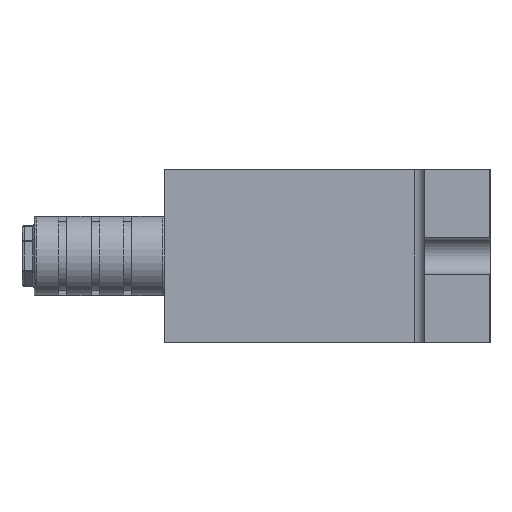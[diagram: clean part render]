
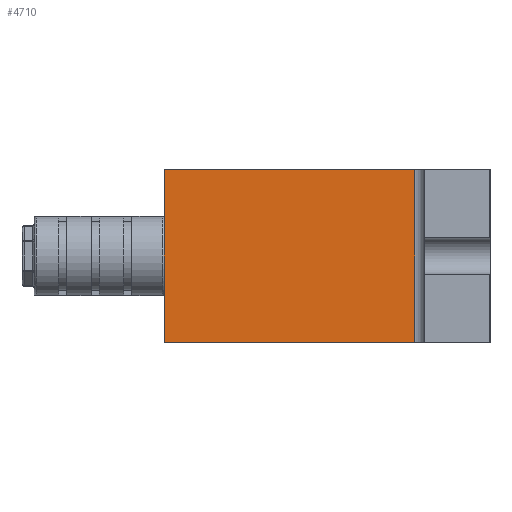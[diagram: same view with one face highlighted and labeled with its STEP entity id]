
A CAD part, left-side view. The second image highlights one B-rep face of the part: STEP entity #4710.
In plain terms, the highlighted planar face has unit normal (-1, 0, 0).
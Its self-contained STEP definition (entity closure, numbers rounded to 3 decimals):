
#399 = CARTESIAN_POINT ( 'NONE',  ( -40., 40., -21.25 ) ) ;
#652 = LINE ( 'NONE', #13346, #8069 ) ;
#1083 = CARTESIAN_POINT ( 'NONE',  ( -40., 40., -21.25 ) ) ;
#1326 = EDGE_CURVE ( 'NONE', #7776, #8689, #1903, .T. ) ;
#1526 = EDGE_CURVE ( 'NONE', #4945, #7776, #5178, .T. ) ;
#1877 = CARTESIAN_POINT ( 'NONE',  ( -40., 40., 21.25 ) ) ;
#1903 = LINE ( 'NONE', #1083, #6990 ) ;
#2297 = VERTEX_POINT ( 'NONE', #5051 ) ;
#2383 = CARTESIAN_POINT ( 'NONE',  ( -40., 40., 21.25 ) ) ;
#2922 = DIRECTION ( 'NONE',  ( 1., 0., 0. ) ) ;
#3222 = CARTESIAN_POINT ( 'NONE',  ( -40., -21.5, -21.25 ) ) ;
#3731 = ORIENTED_EDGE ( 'NONE', *, *, #1526, .F. ) ;
#3930 = DIRECTION ( 'NONE',  ( 0., 0., 1. ) ) ;
#4515 = LINE ( 'NONE', #2383, #7157 ) ;
#4710 = ADVANCED_FACE ( 'NONE', ( #6539 ), #13483, .F. ) ;
#4945 = VERTEX_POINT ( 'NONE', #3222 ) ;
#4968 = CARTESIAN_POINT ( 'NONE',  ( -40., 40., -21.25 ) ) ;
#5051 = CARTESIAN_POINT ( 'NONE',  ( -40., -21.5, 21.25 ) ) ;
#5178 = LINE ( 'NONE', #5655, #12762 ) ;
#5201 = DIRECTION ( 'NONE',  ( 0., 0., 1. ) ) ;
#5275 = EDGE_LOOP ( 'NONE', ( #3731, #8450, #7336, #9934 ) ) ;
#5655 = CARTESIAN_POINT ( 'NONE',  ( -40., 40., -21.25 ) ) ;
#6539 = FACE_OUTER_BOUND ( 'NONE', #5275, .T. ) ;
#6990 = VECTOR ( 'NONE', #5201, 1000. ) ;
#7157 = VECTOR ( 'NONE', #7617, 1000. ) ;
#7336 = ORIENTED_EDGE ( 'NONE', *, *, #9412, .T. ) ;
#7617 = DIRECTION ( 'NONE',  ( 0., 1., 0. ) ) ;
#7776 = VERTEX_POINT ( 'NONE', #399 ) ;
#8069 = VECTOR ( 'NONE', #3930, 1000. ) ;
#8450 = ORIENTED_EDGE ( 'NONE', *, *, #11740, .T. ) ;
#8689 = VERTEX_POINT ( 'NONE', #1877 ) ;
#9412 = EDGE_CURVE ( 'NONE', #2297, #8689, #4515, .T. ) ;
#9513 = AXIS2_PLACEMENT_3D ( 'NONE', #4968, #2922, #11311 ) ;
#9934 = ORIENTED_EDGE ( 'NONE', *, *, #1326, .F. ) ;
#11311 = DIRECTION ( 'NONE',  ( 0., 0., -1. ) ) ;
#11740 = EDGE_CURVE ( 'NONE', #4945, #2297, #652, .T. ) ;
#12043 = DIRECTION ( 'NONE',  ( 0., 1., 0. ) ) ;
#12762 = VECTOR ( 'NONE', #12043, 1000. ) ;
#13346 = CARTESIAN_POINT ( 'NONE',  ( -40., -21.5, 21.25 ) ) ;
#13483 = PLANE ( 'NONE',  #9513 ) ;
